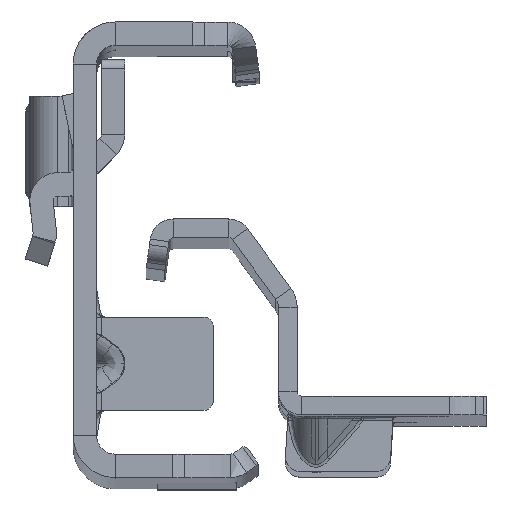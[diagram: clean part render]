
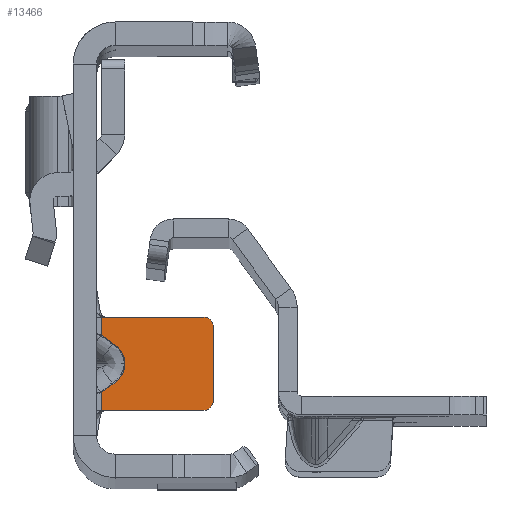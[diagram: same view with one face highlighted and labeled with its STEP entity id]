
A CAD part, top view. The second image highlights one B-rep face of the part: STEP entity #13466.
In plain terms, the highlighted planar face has unit normal (0, 0, 1).
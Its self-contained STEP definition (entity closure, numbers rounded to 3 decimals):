
#261 = ORIENTED_EDGE ( 'NONE', *, *, #13900, .T. ) ;
#424 = EDGE_CURVE ( 'NONE', #14380, #4936, #790, .T. ) ;
#676 = DIRECTION ( 'NONE',  ( 0., 0., -1. ) ) ;
#790 = LINE ( 'NONE', #6617, #17872 ) ;
#817 = EDGE_CURVE ( 'NONE', #4936, #10779, #1236, .T. ) ;
#992 = CARTESIAN_POINT ( 'NONE',  ( 0.5, -13.681, -691.5 ) ) ;
#1236 = LINE ( 'NONE', #4464, #3220 ) ;
#1351 =( BOUNDED_CURVE ( )  B_SPLINE_CURVE ( 3, ( #16469, #12174, #13508, #5348 ),
 .UNSPECIFIED., .F., .F. ) 
 B_SPLINE_CURVE_WITH_KNOTS ( ( 4, 4 ),
 ( 2.356, 3.927 ),
 .UNSPECIFIED. ) 
 CURVE ( )  GEOMETRIC_REPRESENTATION_ITEM ( )  RATIONAL_B_SPLINE_CURVE ( ( 1., 0.805, 0.805, 1. ) ) 
 REPRESENTATION_ITEM ( '' )  );
#1422 = ORIENTED_EDGE ( 'NONE', *, *, #1743, .F. ) ;
#1743 = EDGE_CURVE ( 'NONE', #10711, #8486, #6879, .T. ) ;
#2060 = CARTESIAN_POINT ( 'NONE',  ( -1.826, -15.6, -691.5 ) ) ;
#2227 = ORIENTED_EDGE ( 'NONE', *, *, #14624, .T. ) ;
#2314 = ORIENTED_EDGE ( 'NONE', *, *, #3742, .T. ) ;
#2391 = CARTESIAN_POINT ( 'NONE',  ( 11.5, -14.6, -691.5 ) ) ;
#2453 = VECTOR ( 'NONE', #10922, 1000. ) ;
#3220 = VECTOR ( 'NONE', #8865, 1000. ) ;
#3373 = VECTOR ( 'NONE', #6712, 1000. ) ;
#3479 = ORIENTED_EDGE ( 'NONE', *, *, #9950, .F. ) ;
#3742 = EDGE_CURVE ( 'NONE', #11430, #8329, #14929, .T. ) ;
#3921 = AXIS2_PLACEMENT_3D ( 'NONE', #15169, #676, #6500 ) ;
#4060 = LINE ( 'NONE', #9872, #8149 ) ;
#4151 = VERTEX_POINT ( 'NONE', #8082 ) ;
#4464 = CARTESIAN_POINT ( 'NONE',  ( 0.5, 22.3, -691.5 ) ) ;
#4848 = FACE_OUTER_BOUND ( 'NONE', #8615, .T. ) ;
#4936 = VERTEX_POINT ( 'NONE', #14516 ) ;
#5348 = CARTESIAN_POINT ( 'NONE',  ( 1.757, -8.408, -691.5 ) ) ;
#5466 = CIRCLE ( 'NONE', #14009, 1. ) ;
#5500 = EDGE_CURVE ( 'NONE', #8106, #17837, #9576, .T. ) ;
#5844 = EDGE_CURVE ( 'NONE', #17837, #10779, #15475, .T. ) ;
#6014 = CARTESIAN_POINT ( 'NONE',  ( 11.5, -15.6, -691.5 ) ) ;
#6148 = VECTOR ( 'NONE', #12912, 1000. ) ;
#6229 = ORIENTED_EDGE ( 'NONE', *, *, #5844, .T. ) ;
#6500 = DIRECTION ( 'NONE',  ( 0., 1., 0. ) ) ;
#6549 = CARTESIAN_POINT ( 'NONE',  ( -1.826, -5.6, -691.5 ) ) ;
#6617 = CARTESIAN_POINT ( 'NONE',  ( 1.367, -8.131, -691.5 ) ) ;
#6621 = ORIENTED_EDGE ( 'NONE', *, *, #424, .F. ) ;
#6627 = CARTESIAN_POINT ( 'NONE',  ( 0.708, -15.6, -691.5 ) ) ;
#6712 = DIRECTION ( 'NONE',  ( -1., 0., 0. ) ) ;
#6879 = LINE ( 'NONE', #9721, #17585 ) ;
#7012 = DIRECTION ( 'NONE',  ( 0., 1., 0. ) ) ;
#7111 = CARTESIAN_POINT ( 'NONE',  ( -1.826, -15.6, -691.5 ) ) ;
#8082 = CARTESIAN_POINT ( 'NONE',  ( 12.5, -6.6, -691.5 ) ) ;
#8106 = VERTEX_POINT ( 'NONE', #9694 ) ;
#8149 = VECTOR ( 'NONE', #15705, 1000. ) ;
#8329 = VERTEX_POINT ( 'NONE', #6627 ) ;
#8486 = VERTEX_POINT ( 'NONE', #14055 ) ;
#8615 = EDGE_LOOP ( 'NONE', ( #6621, #18325, #1422, #3479, #2314, #11750, #261, #12619, #2227, #9699, #6229, #9458 ) ) ;
#8865 = DIRECTION ( 'NONE',  ( 0., 1., 0. ) ) ;
#8879 = CARTESIAN_POINT ( 'NONE',  ( 0.5, 22.3, -691.5 ) ) ;
#9458 = ORIENTED_EDGE ( 'NONE', *, *, #817, .F. ) ;
#9576 = LINE ( 'NONE', #6549, #2453 ) ;
#9694 = CARTESIAN_POINT ( 'NONE',  ( 11.5, -5.6, -691.5 ) ) ;
#9699 = ORIENTED_EDGE ( 'NONE', *, *, #5500, .T. ) ;
#9721 = CARTESIAN_POINT ( 'NONE',  ( 2.624, -12.179, -691.5 ) ) ;
#9764 = AXIS2_PLACEMENT_3D ( 'NONE', #14459, #17613, #17232 ) ;
#9872 = CARTESIAN_POINT ( 'NONE',  ( 12.5, -6.6, -691.5 ) ) ;
#9950 = EDGE_CURVE ( 'NONE', #11430, #10711, #10392, .T. ) ;
#10341 = CARTESIAN_POINT ( 'NONE',  ( 0.5, -15.6, -691.5 ) ) ;
#10392 = LINE ( 'NONE', #8879, #15456 ) ;
#10685 = CIRCLE ( 'NONE', #9764, 1. ) ;
#10711 = VERTEX_POINT ( 'NONE', #992 ) ;
#10779 = VERTEX_POINT ( 'NONE', #17020 ) ;
#10922 = DIRECTION ( 'NONE',  ( -1., 0., 0. ) ) ;
#10988 = DIRECTION ( 'NONE',  ( -0.816, 0.577, 0. ) ) ;
#11151 = DIRECTION ( 'NONE',  ( 0., 0., 1. ) ) ;
#11349 = DIRECTION ( 'NONE',  ( 0., 1., 0. ) ) ;
#11356 = EDGE_CURVE ( 'NONE', #18658, #4151, #4060, .T. ) ;
#11430 = VERTEX_POINT ( 'NONE', #10341 ) ;
#11536 = CARTESIAN_POINT ( 'NONE',  ( 0.708, -5.6, -691.5 ) ) ;
#11750 = ORIENTED_EDGE ( 'NONE', *, *, #15959, .T. ) ;
#12174 = CARTESIAN_POINT ( 'NONE',  ( 3.573, -11.508, -691.5 ) ) ;
#12619 = ORIENTED_EDGE ( 'NONE', *, *, #11356, .T. ) ;
#12912 = DIRECTION ( 'NONE',  ( 1., 0., 0. ) ) ;
#13095 = LINE ( 'NONE', #7111, #6148 ) ;
#13466 = ADVANCED_FACE ( 'NONE', ( #4848 ), #13550, .F. ) ;
#13508 = CARTESIAN_POINT ( 'NONE',  ( 3.573, -9.692, -691.5 ) ) ;
#13550 = PLANE ( 'NONE',  #3921 ) ;
#13900 = EDGE_CURVE ( 'NONE', #16439, #18658, #5466, .T. ) ;
#14009 = AXIS2_PLACEMENT_3D ( 'NONE', #2391, #11151, #11349 ) ;
#14055 = CARTESIAN_POINT ( 'NONE',  ( 1.757, -12.792, -691.5 ) ) ;
#14380 = VERTEX_POINT ( 'NONE', #17635 ) ;
#14459 = CARTESIAN_POINT ( 'NONE',  ( 11.5, -6.6, -691.5 ) ) ;
#14516 = CARTESIAN_POINT ( 'NONE',  ( 0.5, -7.519, -691.5 ) ) ;
#14624 = EDGE_CURVE ( 'NONE', #4151, #8106, #10685, .T. ) ;
#14824 = CARTESIAN_POINT ( 'NONE',  ( 12.5, -14.6, -691.5 ) ) ;
#14929 = LINE ( 'NONE', #2060, #18891 ) ;
#15121 = DIRECTION ( 'NONE',  ( 1., 0., 0. ) ) ;
#15169 = CARTESIAN_POINT ( 'NONE',  ( -7.326, 22.3, -691.5 ) ) ;
#15456 = VECTOR ( 'NONE', #7012, 1000. ) ;
#15475 = LINE ( 'NONE', #17012, #3373 ) ;
#15562 = DIRECTION ( 'NONE',  ( 0.816, 0.577, 0. ) ) ;
#15705 = DIRECTION ( 'NONE',  ( 0., 1., 0. ) ) ;
#15959 = EDGE_CURVE ( 'NONE', #8329, #16439, #13095, .T. ) ;
#16439 = VERTEX_POINT ( 'NONE', #6014 ) ;
#16469 = CARTESIAN_POINT ( 'NONE',  ( 1.757, -12.792, -691.5 ) ) ;
#17012 = CARTESIAN_POINT ( 'NONE',  ( -1.826, -5.6, -691.5 ) ) ;
#17020 = CARTESIAN_POINT ( 'NONE',  ( 0.5, -5.6, -691.5 ) ) ;
#17232 = DIRECTION ( 'NONE',  ( 0., -1., 0. ) ) ;
#17314 = EDGE_CURVE ( 'NONE', #8486, #14380, #1351, .T. ) ;
#17585 = VECTOR ( 'NONE', #15562, 1000. ) ;
#17613 = DIRECTION ( 'NONE',  ( 0., 0., 1. ) ) ;
#17635 = CARTESIAN_POINT ( 'NONE',  ( 1.757, -8.408, -691.5 ) ) ;
#17837 = VERTEX_POINT ( 'NONE', #11536 ) ;
#17872 = VECTOR ( 'NONE', #10988, 1000. ) ;
#18325 = ORIENTED_EDGE ( 'NONE', *, *, #17314, .F. ) ;
#18658 = VERTEX_POINT ( 'NONE', #14824 ) ;
#18891 = VECTOR ( 'NONE', #15121, 1000. ) ;
